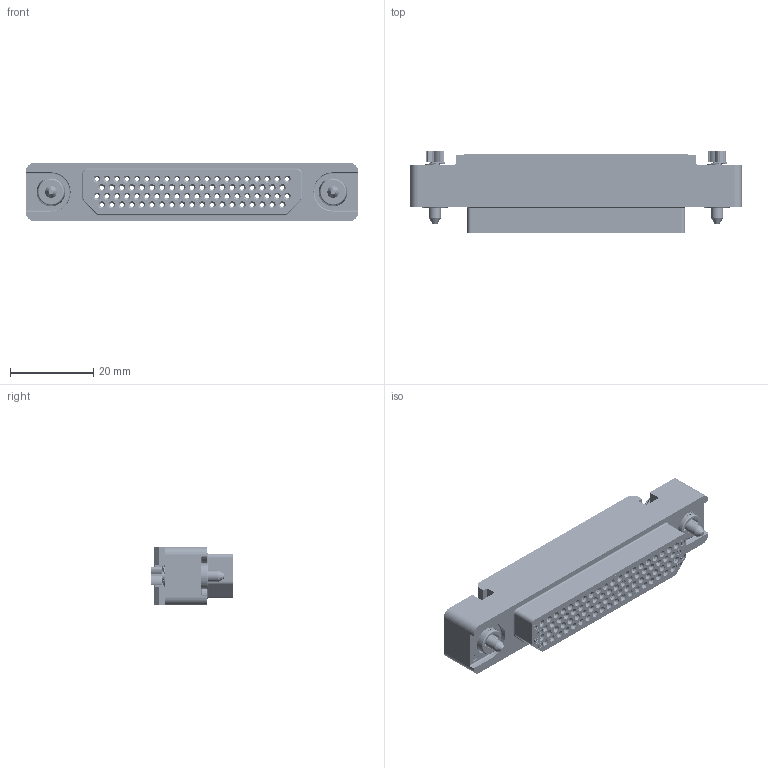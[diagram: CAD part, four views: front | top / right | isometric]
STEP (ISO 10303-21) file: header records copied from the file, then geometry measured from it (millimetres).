
FILE_DESCRIPTION((''),'2;1');
FILE_NAME('1900ND12S2A00A','2020-09-02T',('presta_be4'),(''),'CREO PARAMETRIC BY PTC INC, 2018360','CREO PARAMETRIC BY PTC INC, 2018360','');
FILE_SCHEMA(('CONFIG_CONTROL_DESIGN'));
Products named in the file (1): 1900ND12S2A00A
Bounding box: 80 x 19.96 x 14 mm (x, y, z)
Volume: 12274.4 mm3; surface area: 17147.1 mm2
Topology: 3 solids, 3 shells, 7581 faces, 20063 edges, 13132 vertices
Faces by surface type: plane 3304, cylinder 2436, cone 1228, bspline 324, extrusion 251, torus 38
Entity records: 277507 total; most frequent: CARTESIAN_POINT 90990, ORIENTED_EDGE 40118, DIRECTION 37190, EDGE_CURVE 20059, AXIS2_PLACEMENT_3D 13472, VERTEX_POINT 13132, VECTOR 10246, LINE 9995
